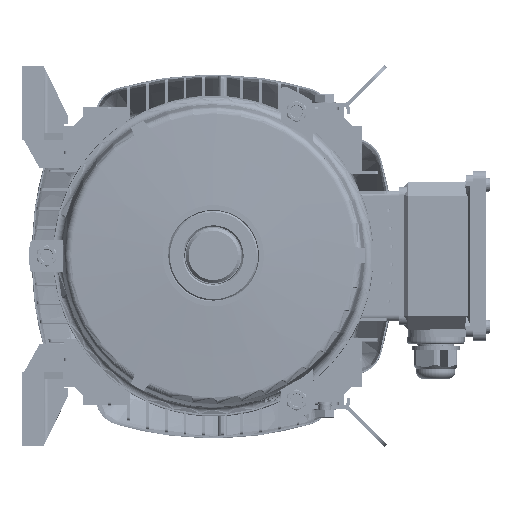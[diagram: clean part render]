
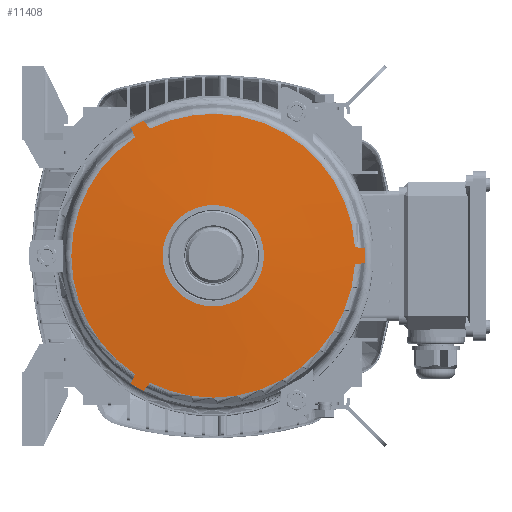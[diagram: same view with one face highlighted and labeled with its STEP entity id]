
A CAD part, top view. The second image highlights one B-rep face of the part: STEP entity #11408.
In plain terms, the highlighted conical face has half-angle 87 degrees and reference radius 35 mm.
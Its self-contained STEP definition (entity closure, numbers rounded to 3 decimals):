
#1430=CONICAL_SURFACE('',#99159,35.,87.);
#6660=B_SPLINE_CURVE_WITH_KNOTS('',3,(#144029,#144030,#144031,#144032),
 .UNSPECIFIED.,.F.,.F.,(4,4),(0.,1.),.UNSPECIFIED.);
#6661=B_SPLINE_CURVE_WITH_KNOTS('',3,(#144036,#144037,#144038,#144039),
 .UNSPECIFIED.,.F.,.F.,(4,4),(0.,1.),.UNSPECIFIED.);
#6662=B_SPLINE_CURVE_WITH_KNOTS('',3,(#144040,#144041,#144042,#144043),
 .UNSPECIFIED.,.F.,.F.,(4,4),(0.,1.),.UNSPECIFIED.);
#6663=B_SPLINE_CURVE_WITH_KNOTS('',3,(#144047,#144048,#144049,#144050),
 .UNSPECIFIED.,.F.,.F.,(4,4),(0.,1.),.UNSPECIFIED.);
#6664=B_SPLINE_CURVE_WITH_KNOTS('',3,(#144051,#144052,#144053,#144054),
 .UNSPECIFIED.,.F.,.F.,(4,4),(0.,1.),.UNSPECIFIED.);
#6665=B_SPLINE_CURVE_WITH_KNOTS('',3,(#144058,#144059,#144060,#144061),
 .UNSPECIFIED.,.F.,.F.,(4,4),(0.,1.),.UNSPECIFIED.);
#11408=ADVANCED_FACE('',(#33985,#33986),#1430,.T.);
#33985=FACE_BOUND('',#36879,.T.);
#33986=FACE_BOUND('',#36880,.T.);
#36879=EDGE_LOOP('',(#49158,#49159,#49160,#49161,#49162,#49163,#49164,#49165,
#49166,#49167,#49168,#49169));
#36880=EDGE_LOOP('',(#49170));
#49158=ORIENTED_EDGE('',*,*,#82523,.F.);
#49159=ORIENTED_EDGE('',*,*,#82700,.T.);
#49160=ORIENTED_EDGE('',*,*,#82701,.T.);
#49161=ORIENTED_EDGE('',*,*,#82702,.F.);
#49162=ORIENTED_EDGE('',*,*,#82518,.F.);
#49163=ORIENTED_EDGE('',*,*,#82703,.T.);
#49164=ORIENTED_EDGE('',*,*,#82704,.T.);
#49165=ORIENTED_EDGE('',*,*,#82705,.F.);
#49166=ORIENTED_EDGE('',*,*,#82521,.F.);
#49167=ORIENTED_EDGE('',*,*,#82706,.T.);
#49168=ORIENTED_EDGE('',*,*,#82707,.T.);
#49169=ORIENTED_EDGE('',*,*,#82708,.F.);
#49170=ORIENTED_EDGE('',*,*,#82699,.T.);
#71910=VERTEX_POINT('',#142987);
#71911=VERTEX_POINT('',#142994);
#71912=VERTEX_POINT('',#143003);
#71913=VERTEX_POINT('',#143010);
#71914=VERTEX_POINT('',#143019);
#71915=VERTEX_POINT('',#143021);
#72054=VERTEX_POINT('',#144027);
#72055=VERTEX_POINT('',#144033);
#72056=VERTEX_POINT('',#144035);
#72057=VERTEX_POINT('',#144044);
#72058=VERTEX_POINT('',#144046);
#72059=VERTEX_POINT('',#144055);
#72060=VERTEX_POINT('',#144057);
#82518=EDGE_CURVE('',#71911,#71910,#93819,.T.);
#82521=EDGE_CURVE('',#71913,#71912,#93820,.T.);
#82523=EDGE_CURVE('',#71914,#71915,#93821,.T.);
#82699=EDGE_CURVE('',#72054,#72054,#93888,.T.);
#82700=EDGE_CURVE('',#71914,#72055,#6660,.T.);
#82701=EDGE_CURVE('',#72055,#72056,#93889,.T.);
#82702=EDGE_CURVE('',#71910,#72056,#6661,.T.);
#82703=EDGE_CURVE('',#71911,#72057,#6662,.T.);
#82704=EDGE_CURVE('',#72057,#72058,#93890,.T.);
#82705=EDGE_CURVE('',#71912,#72058,#6663,.T.);
#82706=EDGE_CURVE('',#71913,#72059,#6664,.T.);
#82707=EDGE_CURVE('',#72059,#72060,#93891,.T.);
#82708=EDGE_CURVE('',#71915,#72060,#6665,.T.);
#93819=CIRCLE('',#99036,97.948);
#93820=CIRCLE('',#99038,97.948);
#93821=CIRCLE('',#99040,97.948);
#93888=CIRCLE('',#99154,35.);
#93889=CIRCLE('',#99156,105.);
#93890=CIRCLE('',#99157,105.);
#93891=CIRCLE('',#99158,105.);
#99036=AXIS2_PLACEMENT_3D('',#142995,#112499,#112500);
#99038=AXIS2_PLACEMENT_3D('',#143011,#112503,#112504);
#99040=AXIS2_PLACEMENT_3D('',#143020,#112507,#112508);
#99154=AXIS2_PLACEMENT_3D('',#144026,#112753,#112754);
#99156=AXIS2_PLACEMENT_3D('',#144034,#112757,#112758);
#99157=AXIS2_PLACEMENT_3D('',#144045,#112759,#112760);
#99158=AXIS2_PLACEMENT_3D('',#144056,#112761,#112762);
#99159=AXIS2_PLACEMENT_3D('',#144062,#112763,#112764);
#112499=DIRECTION('',(0.,0.,-1.));
#112500=DIRECTION('',(0.,-1.,0.));
#112503=DIRECTION('',(0.,0.,-1.));
#112504=DIRECTION('',(0.,-1.,0.));
#112507=DIRECTION('',(0.,0.,-1.));
#112508=DIRECTION('',(0.,-1.,0.));
#112753=DIRECTION('',(0.,0.,-1.));
#112754=DIRECTION('',(0.,-1.,0.));
#112757=DIRECTION('',(0.,0.,1.));
#112758=DIRECTION('',(-0.866,0.5,0.));
#112759=DIRECTION('',(0.,0.,1.));
#112760=DIRECTION('',(0.,-1.,0.));
#112761=DIRECTION('',(0.,0.,1.));
#112762=DIRECTION('',(0.866,0.5,0.));
#112763=DIRECTION('',(0.,0.,-1.));
#112764=DIRECTION('',(0.,-1.,0.));
#142987=CARTESIAN_POINT('',(-43.686,-87.666,273.701));
#142994=CARTESIAN_POINT('',(97.764,-6.,273.701));
#142995=CARTESIAN_POINT('',(0.,0.,273.701));
#143003=CARTESIAN_POINT('',(97.764,6.,273.701));
#143010=CARTESIAN_POINT('',(-43.686,87.666,273.701));
#143011=CARTESIAN_POINT('',(0.,0.,273.701));
#143019=CARTESIAN_POINT('',(-54.078,-81.666,273.701));
#143020=CARTESIAN_POINT('',(0.,0.,273.701));
#143021=CARTESIAN_POINT('',(-54.078,81.666,273.701));
#144026=CARTESIAN_POINT('',(0.,0.,277.));
#144027=CARTESIAN_POINT('',(0.,-35.,277.));
#144029=CARTESIAN_POINT('',(-54.078,-81.666,273.701));
#144030=CARTESIAN_POINT('',(-54.975,-83.887,273.578));
#144031=CARTESIAN_POINT('',(-55.873,-86.108,273.455));
#144032=CARTESIAN_POINT('',(-56.771,-88.33,273.331));
#144033=CARTESIAN_POINT('',(-56.771,-88.33,273.331));
#144034=CARTESIAN_POINT('',(0.,0.,273.331));
#144035=CARTESIAN_POINT('',(-48.11,-93.33,273.331));
#144036=CARTESIAN_POINT('',(-43.686,-87.666,273.701));
#144037=CARTESIAN_POINT('',(-45.161,-89.554,273.578));
#144038=CARTESIAN_POINT('',(-46.635,-91.442,273.455));
#144039=CARTESIAN_POINT('',(-48.11,-93.33,273.331));
#144040=CARTESIAN_POINT('',(97.764,-6.,273.701));
#144041=CARTESIAN_POINT('',(100.136,-5.667,273.578));
#144042=CARTESIAN_POINT('',(102.508,-5.333,273.455));
#144043=CARTESIAN_POINT('',(104.881,-5.,273.331));
#144044=CARTESIAN_POINT('',(104.881,-5.,273.331));
#144045=CARTESIAN_POINT('',(0.,0.,273.331));
#144046=CARTESIAN_POINT('',(104.881,5.,273.331));
#144047=CARTESIAN_POINT('',(97.764,6.,273.701));
#144048=CARTESIAN_POINT('',(100.136,5.667,273.578));
#144049=CARTESIAN_POINT('',(102.508,5.333,273.455));
#144050=CARTESIAN_POINT('',(104.881,5.,273.331));
#144051=CARTESIAN_POINT('',(-43.686,87.666,273.701));
#144052=CARTESIAN_POINT('',(-45.161,89.554,273.578));
#144053=CARTESIAN_POINT('',(-46.635,91.442,273.455));
#144054=CARTESIAN_POINT('',(-48.11,93.33,273.331));
#144055=CARTESIAN_POINT('',(-48.11,93.33,273.331));
#144056=CARTESIAN_POINT('',(0.,0.,
273.331));
#144057=CARTESIAN_POINT('',(-56.771,88.33,273.331));
#144058=CARTESIAN_POINT('',(-54.078,81.666,273.701));
#144059=CARTESIAN_POINT('',(-54.975,83.887,273.578));
#144060=CARTESIAN_POINT('',(-55.873,86.108,273.455));
#144061=CARTESIAN_POINT('',(-56.771,88.33,273.331));
#144062=CARTESIAN_POINT('',(0.,0.,277.));
